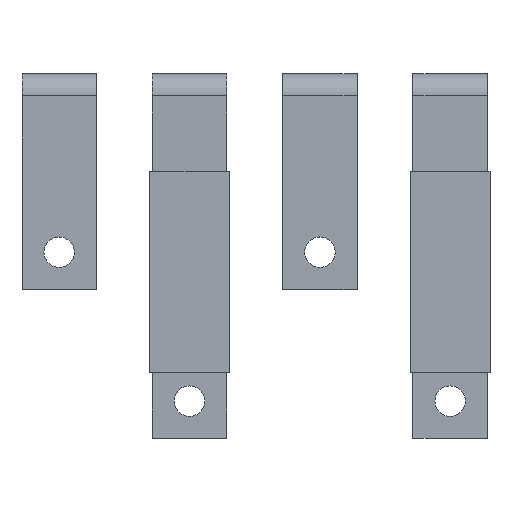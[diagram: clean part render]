
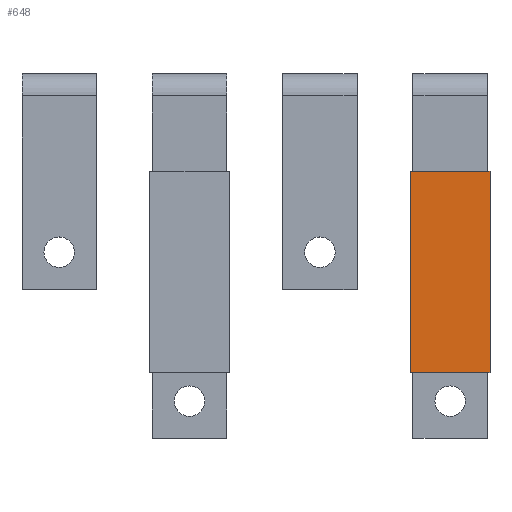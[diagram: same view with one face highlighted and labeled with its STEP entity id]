
A CAD part, top view. The second image highlights one B-rep face of the part: STEP entity #648.
In plain terms, the highlighted planar face has unit normal (0, 0, 1).
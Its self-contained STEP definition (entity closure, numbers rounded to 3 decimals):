
#630=AXIS2_PLACEMENT_3D('Plane Axis2P3D',#627,#628,#629) ;
#531=CARTESIAN_POINT('Vertex',(80.7,-65.2,83.2)) ;
#534=CARTESIAN_POINT('Line Origine',(70.,-65.2,83.2)) ;
#538=CARTESIAN_POINT('Vertex',(59.3,-65.2,83.2)) ;
#577=CARTESIAN_POINT('Vertex',(59.3,-11.2,83.2)) ;
#580=CARTESIAN_POINT('Line Origine',(70.,-11.2,83.2)) ;
#584=CARTESIAN_POINT('Vertex',(80.7,-11.2,83.2)) ;
#627=CARTESIAN_POINT('Axis2P3D Location',(0.,0.,83.2)) ;
#632=CARTESIAN_POINT('Line Origine',(80.7,-38.2,83.2)) ;
#637=CARTESIAN_POINT('Line Origine',(59.3,-38.2,83.2)) ;
#535=DIRECTION('Vector Direction',(-1.,0.,0.)) ;
#581=DIRECTION('Vector Direction',(1.,0.,0.)) ;
#628=DIRECTION('Axis2P3D Direction',(0.,0.,1.)) ;
#629=DIRECTION('Axis2P3D XDirection',(-1.,0.,0.)) ;
#633=DIRECTION('Vector Direction',(0.,1.,0.)) ;
#638=DIRECTION('Vector Direction',(0.,-1.,0.)) ;
#536=VECTOR('Line Direction',#535,1.) ;
#582=VECTOR('Line Direction',#581,1.) ;
#634=VECTOR('Line Direction',#633,1.) ;
#639=VECTOR('Line Direction',#638,1.) ;
#643=ORIENTED_EDGE('',*,*,#636,.T.) ;
#644=ORIENTED_EDGE('',*,*,#586,.T.) ;
#645=ORIENTED_EDGE('',*,*,#641,.T.) ;
#646=ORIENTED_EDGE('',*,*,#540,.T.) ;
#648=ADVANCED_FACE('Terminali posteriori orizzontali superiori',(#647),#631,.T.) ;
#540=EDGE_CURVE('',#539,#532,#537,.F.) ;
#586=EDGE_CURVE('',#585,#578,#583,.F.) ;
#636=EDGE_CURVE('',#532,#585,#635,.T.) ;
#641=EDGE_CURVE('',#578,#539,#640,.T.) ;
#642=EDGE_LOOP('',(#643,#644,#645,#646)) ;
#647=FACE_OUTER_BOUND('',#642,.T.) ;
#537=LINE('Line',#534,#536) ;
#583=LINE('Line',#580,#582) ;
#635=LINE('Line',#632,#634) ;
#640=LINE('Line',#637,#639) ;
#631=PLANE('',#630) ;
#532=VERTEX_POINT('',#531) ;
#539=VERTEX_POINT('',#538) ;
#578=VERTEX_POINT('',#577) ;
#585=VERTEX_POINT('',#584) ;
